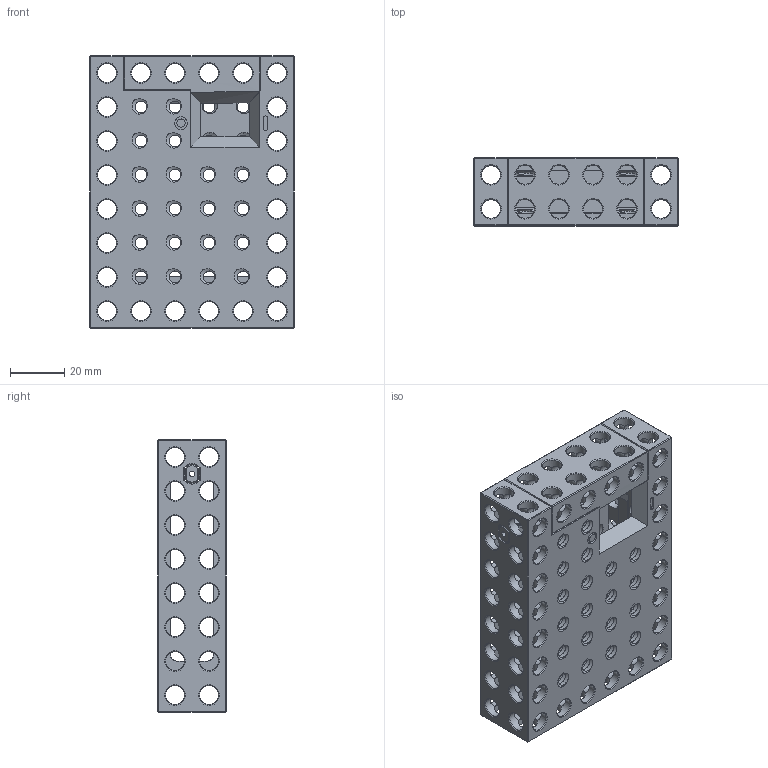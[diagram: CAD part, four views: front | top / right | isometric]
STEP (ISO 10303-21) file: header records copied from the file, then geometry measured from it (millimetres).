
FILE_DESCRIPTION(('FreeCAD Model'),'2;1');
FILE_NAME('Open CASCADE Shape Model','2024-06-17T01:33:30',(''),(''), 'Open CASCADE STEP processor 7.6','FreeCAD','Unknown');
FILE_SCHEMA(('AUTOMOTIVE_DESIGN { 1 0 10303 214 1 1 1 1 }'));
Length unit declared in the file: millimetre
Products named in the file (4): Battery Pack BOX HLD AAAx4 6V SWT BU06x02x08 - SPN-BTR-0002 
(stemfie.org); Battery Pack BOX HLD AAAx4 6V SWT BU06x02x08 - SPN-BTR-0002 
(stemfie.org) CAP; Battery Pack BOX HLD AAAx4 6V SWT BU06x02x08 - SPN-BTR-0002 
(stemfie.org) ENCLOSURE; Battery Pack BOX HLD AAAx4 6V SWT BU06x02x08 - SPN-BTR-0002 
(stemfie.org) SHAFT
Assembly tree (3 placements, depth 2):
  Battery Pack BOX HLD AAAx4 6V SWT BU06x02x08 - SPN-BTR-0002 
(stemfie.org)
    Battery Pack BOX HLD AAAx4 6V SWT BU06x02x08 - SPN-BTR-0002 
(stemfie.org) CAP
    Battery Pack BOX HLD AAAx4 6V SWT BU06x02x08 - SPN-BTR-0002 
(stemfie.org) ENCLOSURE
    Battery Pack BOX HLD AAAx4 6V SWT BU06x02x08 - SPN-BTR-0002 
(stemfie.org) SHAFT
Bounding box: 75 x 25 x 100 mm (x, y, z)
Volume: 73121.7 mm3; surface area: 59368.9 mm2
Topology: 2 solids, 3 shells, 1990 faces, 6052 edges, 3881 vertices
Faces by surface type: plane 810, bspline 412, cylinder 318, extrusion 282, cone 168
Full cylindrical faces by diameter (mm): 2 x70, 3.028 x1, 4.625 x1, 7 x220
Entity records: 112515 total; most frequent: CARTESIAN_POINT 60433, ORIENTED_EDGE 12104, DIRECTION 8960, EDGE_CURVE 6052, VERTEX_POINT 3881, VECTOR 3056, AXIS2_PLACEMENT_3D 2952, LINE 2774
